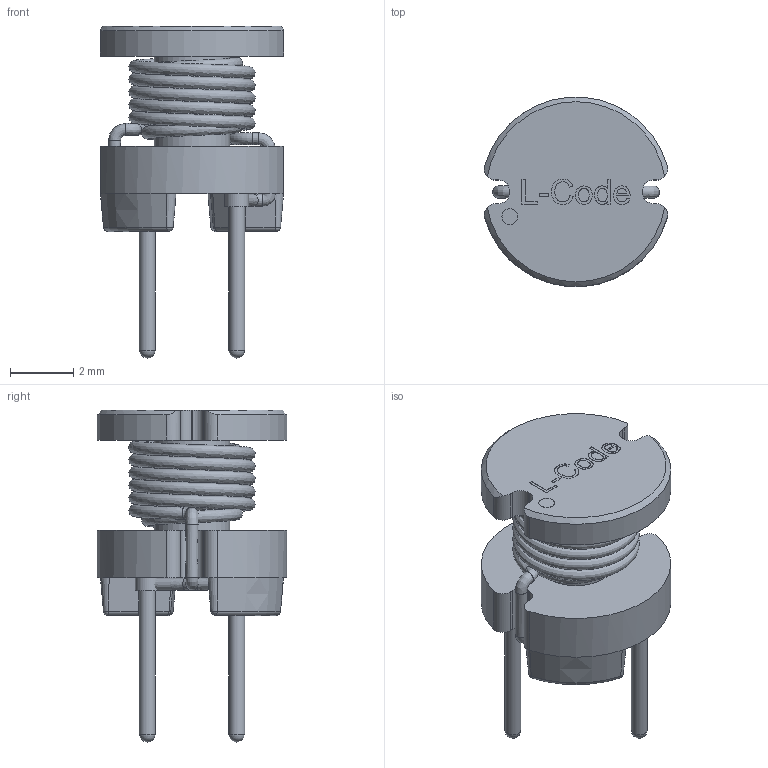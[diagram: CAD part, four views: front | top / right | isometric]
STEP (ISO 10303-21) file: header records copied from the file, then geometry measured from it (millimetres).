
FILE_DESCRIPTION(('FreeCAD Model'),'2;1');
FILE_NAME('Open CASCADE Shape Model','2023-10-27T14:32:29',( 'kicad StepUp'),('ksu MCAD'),'Open CASCADE STEP processor 7.6', 'FreeCAD','Unknown');
FILE_SCHEMA(('AUTOMOTIVE_DESIGN { 1 0 10303 214 1 1 1 1 }'));
Length unit declared in the file: millimetre
Products named in the file (1): WE-6065
Bounding box: 5.8 x 5.98 x 10.5 mm (x, y, z)
Volume: 102.3 mm3; surface area: 356.4 mm2
Topology: 4 solids, 4 shells, 149 faces, 348 edges, 219 vertices
Faces by surface type: plane 64, cylinder 36, bspline 25, cone 12, revolution 8, torus 2, sphere 2
Full cylindrical faces by diameter (mm): 0.5 x7, 0.75 x2, 2.4 x1
Entity records: 9200 total; most frequent: CARTESIAN_POINT 4924, ORIENTED_EDGE 684, DIRECTION 588, EDGE_CURVE 342, AXIS2_PLACEMENT_3D 232, VERTEX_POINT 219, FACE_BOUND 169, EDGE_LOOP 169
